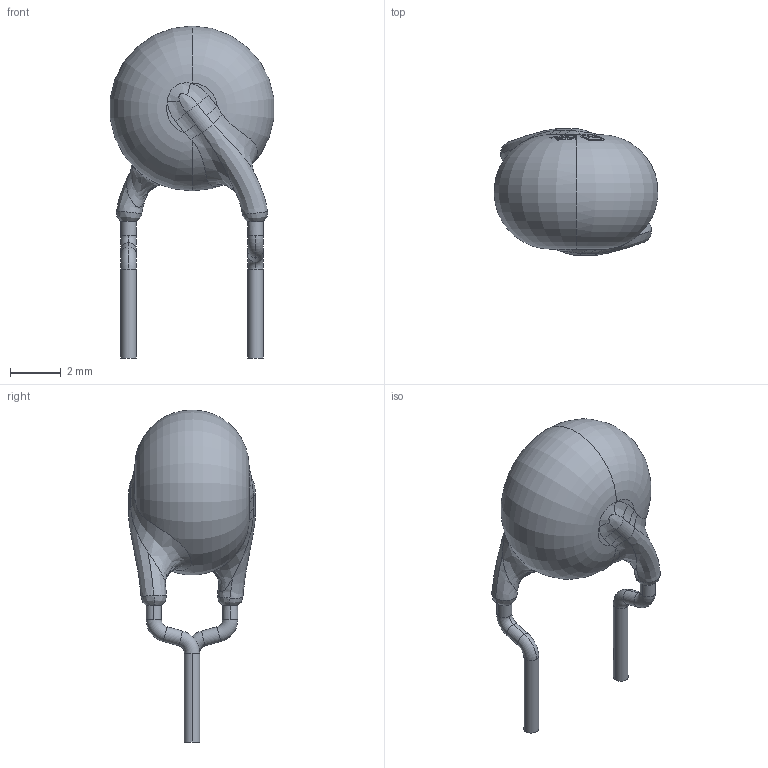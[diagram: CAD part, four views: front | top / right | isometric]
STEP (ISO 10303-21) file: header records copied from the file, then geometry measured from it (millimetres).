
FILE_DESCRIPTION (( 'STEP AP214' ), '1' );
FILE_NAME ('RES-TH_L6.5-W5.0-P5.00-D0.6.STEP', '2022-07-14T10:08:40', ( '' ), ( '' ), 'SwSTEP 2.0', 'SolidWorks 2020', '' );
FILE_SCHEMA (( 'AUTOMOTIVE_DESIGN' ));
Length unit declared in the file: millimetre
Products named in the file (1): RES-TH_L6.5-W5.0-P5.00-D0.6
Bounding box: 6.45 x 5 x 13.07 mm (x, y, z)
Volume: 122.4 mm3; surface area: 153.9 mm2
Topology: 1 solids, 1 shells, 273 faces, 742 edges, 488 vertices
Faces by surface type: bspline 122, plane 102, torus 31, cylinder 18
Entity records: 17375 total; most frequent: CARTESIAN_POINT 8696, ORIENTED_EDGE 1484, EDGE_CURVE 742, DIRECTION 651, VERTEX_POINT 488, B_SPLINE_CURVE_WITH_KNOTS 459, EDGE_LOOP 290, UNCERTAINTY_MEASURE_WITH_UNIT 276
